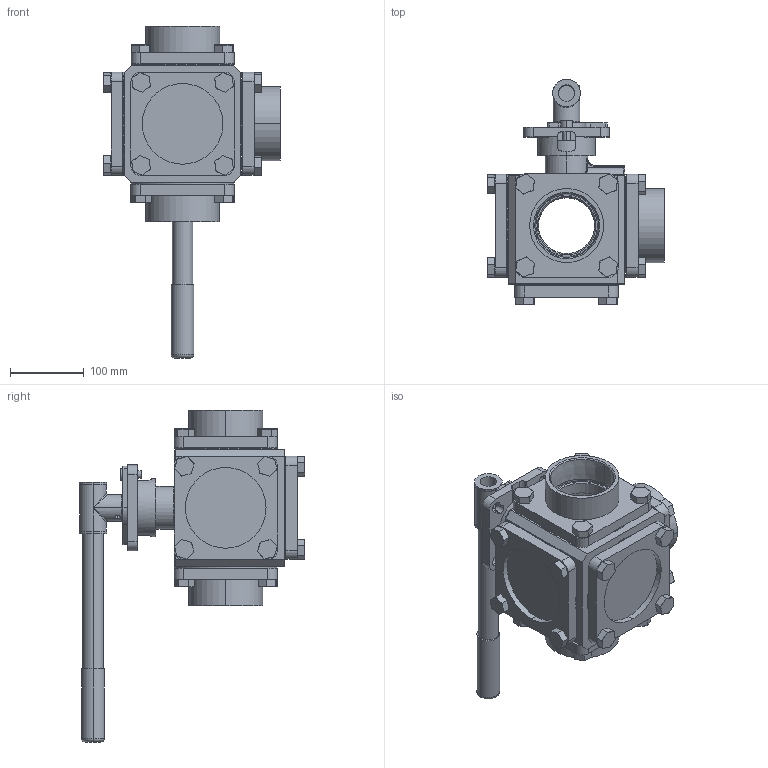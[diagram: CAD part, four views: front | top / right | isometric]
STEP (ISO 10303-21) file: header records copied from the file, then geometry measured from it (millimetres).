
FILE_DESCRIPTION (( 'STEP AP214' ), '1' );
FILE_NAME ('33-TH-0300-XXX.step', '2019-09-30T20:20:04', ( '' ), ( '' ), 'SwSTEP 2.0', 'SolidWorks 2019', '' );
FILE_SCHEMA (( 'AUTOMOTIVE_DESIGN' ));
Length unit declared in the file: inch
Products named in the file (2): 33-TH-0300-XXX
Bounding box: 239.45 x 305.27 x 449.4 mm (x, y, z)
Surface area: 502152.8 mm2 (no closed solid volume)
Topology: 0 solids, 33 shells, 572 faces, 1579 edges, 1030 vertices
Faces by surface type: plane 382, cylinder 154, cone 18, torus 10, bspline 8
Entity records: 26531 total; most frequent: CARTESIAN_POINT 4436, DIRECTION 3114, ORIENTED_EDGE 2751, EDGE_CURVE 1575, LINE 1044, VECTOR 1044, AXIS2_PLACEMENT_3D 1035, VERTEX_POINT 1030
